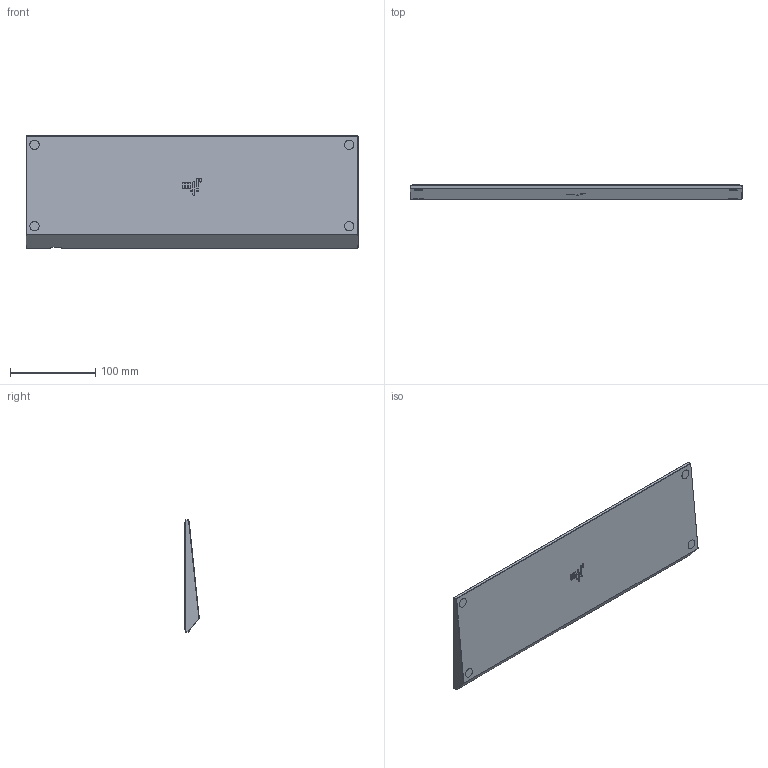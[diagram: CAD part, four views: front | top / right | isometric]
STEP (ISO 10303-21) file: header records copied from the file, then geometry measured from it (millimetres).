
FILE_DESCRIPTION (( 'STEP AP214' ), '1' );
FILE_NAME ('BottomPlate.STEP', '2020-12-02T21:04:02', ( '' ), ( '' ), 'SwSTEP 2.0', 'SolidWorks 2020', '' );
FILE_SCHEMA (( 'AUTOMOTIVE_DESIGN' ));
Length unit declared in the file: centimetre
Products named in the file (1): BottomPlate
Bounding box: 390 x 17.19 x 132 mm (x, y, z)
Volume: 388356 mm3; surface area: 115592.3 mm2
Topology: 1 solids, 1 shells, 219 faces, 571 edges, 357 vertices
Faces by surface type: plane 107, cylinder 90, cone 22
Entity records: 6803 total; most frequent: DIRECTION 1177, CARTESIAN_POINT 1130, ORIENTED_EDGE 1106, EDGE_CURVE 553, AXIS2_PLACEMENT_3D 404, LINE 369, VECTOR 369, VERTEX_POINT 357
